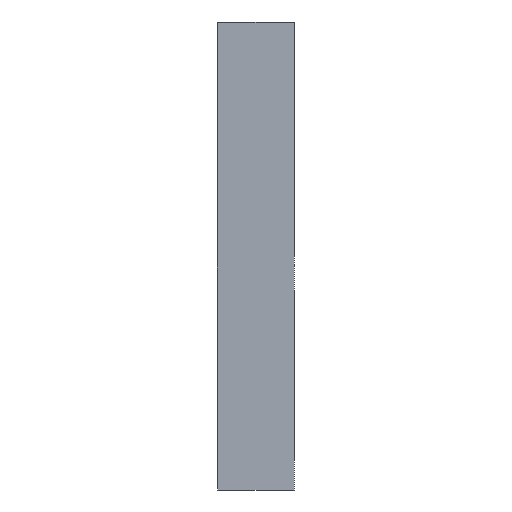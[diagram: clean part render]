
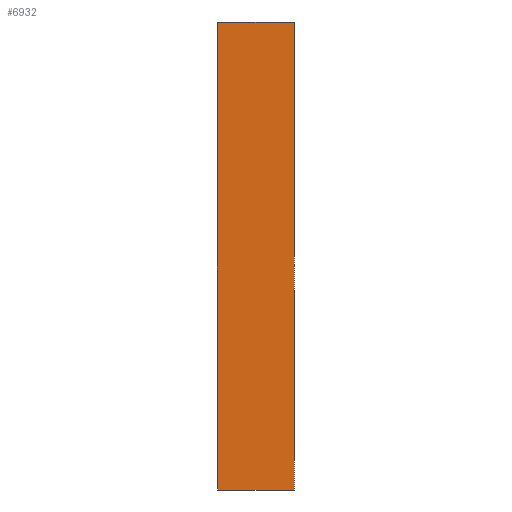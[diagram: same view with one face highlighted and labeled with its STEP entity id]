
A CAD part, left-side view. The second image highlights one B-rep face of the part: STEP entity #6932.
In plain terms, the highlighted planar face has unit normal (-1, 0, 0).
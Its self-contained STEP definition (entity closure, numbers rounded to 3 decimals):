
#345 = VECTOR ( 'NONE', #2381, 1000. ) ;
#483 = VERTEX_POINT ( 'NONE', #3742 ) ;
#594 = CARTESIAN_POINT ( 'NONE',  ( 0., 0., 0. ) ) ;
#740 = ORIENTED_EDGE ( 'NONE', *, *, #6072, .T. ) ;
#752 = EDGE_LOOP ( 'NONE', ( #1480, #2776, #740, #5379 ) ) ;
#1265 = VECTOR ( 'NONE', #3255, 1000. ) ;
#1480 = ORIENTED_EDGE ( 'NONE', *, *, #5924, .F. ) ;
#1560 = VERTEX_POINT ( 'NONE', #4393 ) ;
#2086 = CARTESIAN_POINT ( 'NONE',  ( 0., 0.896, 0. ) ) ;
#2244 = DIRECTION ( 'NONE',  ( -1., 0., 0. ) ) ;
#2381 = DIRECTION ( 'NONE',  ( 0., 0., -1. ) ) ;
#2386 = PLANE ( 'NONE',  #5253 ) ;
#2628 = CARTESIAN_POINT ( 'NONE',  ( 0., 0.896, -5.5 ) ) ;
#2637 = DIRECTION ( 'NONE',  ( 0., 0., -1. ) ) ;
#2776 = ORIENTED_EDGE ( 'NONE', *, *, #4565, .F. ) ;
#3255 = DIRECTION ( 'NONE',  ( 0., -1., 0. ) ) ;
#3629 = CARTESIAN_POINT ( 'NONE',  ( 0., 0.896, -5.5 ) ) ;
#3653 = CARTESIAN_POINT ( 'NONE',  ( 0., 0.896, 0. ) ) ;
#3742 = CARTESIAN_POINT ( 'NONE',  ( 0., 0.896, 0. ) ) ;
#3765 = EDGE_CURVE ( 'NONE', #5390, #4073, #4848, .T. ) ;
#4073 = VERTEX_POINT ( 'NONE', #4730 ) ;
#4216 = DIRECTION ( 'NONE',  ( 0., -1., 0. ) ) ;
#4289 = LINE ( 'NONE', #2086, #1265 ) ;
#4393 = CARTESIAN_POINT ( 'NONE',  ( 0., 0., 0. ) ) ;
#4565 = EDGE_CURVE ( 'NONE', #483, #1560, #4289, .T. ) ;
#4730 = CARTESIAN_POINT ( 'NONE',  ( 0., 0., -5.5 ) ) ;
#4848 = LINE ( 'NONE', #3629, #6819 ) ;
#4868 = LINE ( 'NONE', #3653, #6380 ) ;
#5253 = AXIS2_PLACEMENT_3D ( 'NONE', #6865, #2244, #6791 ) ;
#5379 = ORIENTED_EDGE ( 'NONE', *, *, #3765, .T. ) ;
#5390 = VERTEX_POINT ( 'NONE', #2628 ) ;
#5924 = EDGE_CURVE ( 'NONE', #1560, #4073, #6924, .T. ) ;
#6072 = EDGE_CURVE ( 'NONE', #483, #5390, #4868, .T. ) ;
#6380 = VECTOR ( 'NONE', #2637, 1000. ) ;
#6791 = DIRECTION ( 'NONE',  ( 0., 0., 1. ) ) ;
#6819 = VECTOR ( 'NONE', #4216, 1000. ) ;
#6865 = CARTESIAN_POINT ( 'NONE',  ( 0., 0.896, 0. ) ) ;
#6924 = LINE ( 'NONE', #594, #345 ) ;
#6932 = ADVANCED_FACE ( 'NONE', ( #7309 ), #2386, .T. ) ;
#7309 = FACE_OUTER_BOUND ( 'NONE', #752, .T. ) ;
